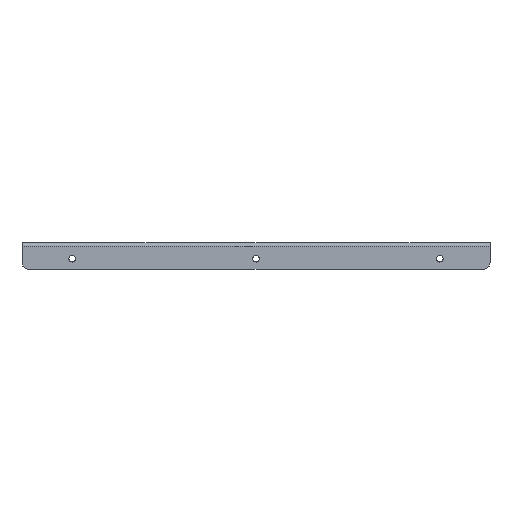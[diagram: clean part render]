
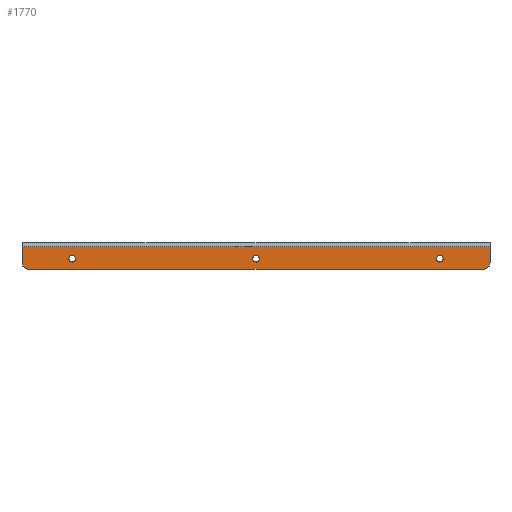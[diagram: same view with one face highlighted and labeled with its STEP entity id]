
A CAD part, front view. The second image highlights one B-rep face of the part: STEP entity #1770.
In plain terms, the highlighted planar face has unit normal (0, -1, 0).
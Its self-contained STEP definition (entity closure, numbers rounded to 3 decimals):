
#57 = CIRCLE ( 'NONE', #1261, 5. ) ;
#68 = ORIENTED_EDGE ( 'NONE', *, *, #1053, .F. ) ;
#127 = EDGE_CURVE ( 'NONE', #920, #2045, #1313, .T. ) ;
#133 = EDGE_LOOP ( 'NONE', ( #588, #1408, #1663, #1850, #1099, #1890 ) ) ;
#164 = AXIS2_PLACEMENT_3D ( 'NONE', #1092, #285, #449 ) ;
#170 = CARTESIAN_POINT ( 'NONE',  ( -350., 0., -40. ) ) ;
#210 = VECTOR ( 'NONE', #945, 1000. ) ;
#234 = DIRECTION ( 'NONE',  ( 0., -1., 0. ) ) ;
#258 = DIRECTION ( 'NONE',  ( 0., -1., 0. ) ) ;
#265 = CARTESIAN_POINT ( 'NONE',  ( -350., 0., -6. ) ) ;
#285 = DIRECTION ( 'NONE',  ( 0., -1., 0. ) ) ;
#308 = VERTEX_POINT ( 'NONE', #1293 ) ;
#357 = EDGE_LOOP ( 'NONE', ( #1997, #520 ) ) ;
#421 = PLANE ( 'NONE',  #804 ) ;
#449 = DIRECTION ( 'NONE',  ( 0., 0., -1. ) ) ;
#480 = CIRCLE ( 'NONE', #1678, 5. ) ;
#520 = ORIENTED_EDGE ( 'NONE', *, *, #1309, .F. ) ;
#524 = DIRECTION ( 'NONE',  ( 0., 0., -1. ) ) ;
#548 = CIRCLE ( 'NONE', #1405, 5. ) ;
#558 = DIRECTION ( 'NONE',  ( 0., -1., 0. ) ) ;
#562 = CARTESIAN_POINT ( 'NONE',  ( 350., 0., -40. ) ) ;
#567 = AXIS2_PLACEMENT_3D ( 'NONE', #1424, #1431, #1587 ) ;
#579 = LINE ( 'NONE', #1756, #210 ) ;
#584 = DIRECTION ( 'NONE',  ( 0., -1., 0. ) ) ;
#588 = ORIENTED_EDGE ( 'NONE', *, *, #987, .F. ) ;
#591 = DIRECTION ( 'NONE',  ( 0., 0., -1. ) ) ;
#606 = CIRCLE ( 'NONE', #567, 5. ) ;
#678 = CARTESIAN_POINT ( 'NONE',  ( 340., 0., -40. ) ) ;
#680 = EDGE_CURVE ( 'NONE', #1930, #1853, #1773, .T. ) ;
#685 = DIRECTION ( 'NONE',  ( 0., -1., 0. ) ) ;
#712 = DIRECTION ( 'NONE',  ( 0., 0., -1. ) ) ;
#725 = EDGE_CURVE ( 'NONE', #1363, #862, #1471, .T. ) ;
#743 = CARTESIAN_POINT ( 'NONE',  ( 350., 0., -30. ) ) ;
#804 = AXIS2_PLACEMENT_3D ( 'NONE', #1554, #258, #2050 ) ;
#818 = CARTESIAN_POINT ( 'NONE',  ( 275., 0., -19. ) ) ;
#846 = VECTOR ( 'NONE', #1128, 1000. ) ;
#849 = VERTEX_POINT ( 'NONE', #265 ) ;
#862 = VERTEX_POINT ( 'NONE', #743 ) ;
#874 = VERTEX_POINT ( 'NONE', #2001 ) ;
#877 = DIRECTION ( 'NONE',  ( 0., 0., -1. ) ) ;
#881 = CARTESIAN_POINT ( 'NONE',  ( 340., 0., -30. ) ) ;
#904 = ORIENTED_EDGE ( 'NONE', *, *, #127, .F. ) ;
#920 = VERTEX_POINT ( 'NONE', #1607 ) ;
#945 = DIRECTION ( 'NONE',  ( 0., 0., 1. ) ) ;
#949 = FACE_BOUND ( 'NONE', #1189, .T. ) ;
#954 = CARTESIAN_POINT ( 'NONE',  ( 0., 0., -6. ) ) ;
#968 = LINE ( 'NONE', #562, #1219 ) ;
#983 = FACE_BOUND ( 'NONE', #1709, .T. ) ;
#987 = EDGE_CURVE ( 'NONE', #308, #849, #579, .T. ) ;
#991 = CARTESIAN_POINT ( 'NONE',  ( -340., 0., -40. ) ) ;
#1003 = DIRECTION ( 'NONE',  ( 0., 0., -1. ) ) ;
#1015 = EDGE_CURVE ( 'NONE', #1349, #849, #1026, .T. ) ;
#1026 = LINE ( 'NONE', #954, #846 ) ;
#1047 = CARTESIAN_POINT ( 'NONE',  ( 275., 0., -24. ) ) ;
#1053 = EDGE_CURVE ( 'NONE', #1853, #1930, #480, .T. ) ;
#1092 = CARTESIAN_POINT ( 'NONE',  ( 0., 0., -24. ) ) ;
#1099 = ORIENTED_EDGE ( 'NONE', *, *, #1217, .F. ) ;
#1114 = EDGE_CURVE ( 'NONE', #1303, #874, #57, .T. ) ;
#1128 = DIRECTION ( 'NONE',  ( -1., 0., 0. ) ) ;
#1133 = CARTESIAN_POINT ( 'NONE',  ( -340., 0., -30. ) ) ;
#1189 = EDGE_LOOP ( 'NONE', ( #904, #1203 ) ) ;
#1203 = ORIENTED_EDGE ( 'NONE', *, *, #1628, .F. ) ;
#1217 = EDGE_CURVE ( 'NONE', #1349, #862, #968, .T. ) ;
#1219 = VECTOR ( 'NONE', #1536, 1000. ) ;
#1258 = CIRCLE ( 'NONE', #1955, 10. ) ;
#1261 = AXIS2_PLACEMENT_3D ( 'NONE', #2019, #558, #1542 ) ;
#1293 = CARTESIAN_POINT ( 'NONE',  ( -350., 0., -30. ) ) ;
#1303 = VERTEX_POINT ( 'NONE', #1901 ) ;
#1309 = EDGE_CURVE ( 'NONE', #874, #1303, #606, .T. ) ;
#1313 = CIRCLE ( 'NONE', #164, 5. ) ;
#1320 = DIRECTION ( 'NONE',  ( 0., -1., 0. ) ) ;
#1332 = EDGE_CURVE ( 'NONE', #308, #1916, #1258, .T. ) ;
#1349 = VERTEX_POINT ( 'NONE', #1643 ) ;
#1363 = VERTEX_POINT ( 'NONE', #678 ) ;
#1374 = FACE_BOUND ( 'NONE', #357, .T. ) ;
#1385 = CARTESIAN_POINT ( 'NONE',  ( 275., 0., -29. ) ) ;
#1405 = AXIS2_PLACEMENT_3D ( 'NONE', #1551, #584, #591 ) ;
#1408 = ORIENTED_EDGE ( 'NONE', *, *, #1332, .T. ) ;
#1424 = CARTESIAN_POINT ( 'NONE',  ( -275., 0., -24. ) ) ;
#1431 = DIRECTION ( 'NONE',  ( 0., -1., 0. ) ) ;
#1471 = CIRCLE ( 'NONE', #1822, 10. ) ;
#1507 = VECTOR ( 'NONE', #1805, 1000. ) ;
#1536 = DIRECTION ( 'NONE',  ( 0., 0., -1. ) ) ;
#1542 = DIRECTION ( 'NONE',  ( 0., 0., -1. ) ) ;
#1551 = CARTESIAN_POINT ( 'NONE',  ( 0., 0., -24. ) ) ;
#1554 = CARTESIAN_POINT ( 'NONE',  ( 0., 0., 0. ) ) ;
#1587 = DIRECTION ( 'NONE',  ( 0., 0., -1. ) ) ;
#1600 = FACE_OUTER_BOUND ( 'NONE', #133, .T. ) ;
#1607 = CARTESIAN_POINT ( 'NONE',  ( 0., 0., -29. ) ) ;
#1628 = EDGE_CURVE ( 'NONE', #2045, #920, #548, .T. ) ;
#1643 = CARTESIAN_POINT ( 'NONE',  ( 350., 0., -6. ) ) ;
#1663 = ORIENTED_EDGE ( 'NONE', *, *, #1980, .F. ) ;
#1678 = AXIS2_PLACEMENT_3D ( 'NONE', #1047, #234, #712 ) ;
#1709 = EDGE_LOOP ( 'NONE', ( #68, #1875 ) ) ;
#1756 = CARTESIAN_POINT ( 'NONE',  ( -350., 0., -3. ) ) ;
#1770 = ADVANCED_FACE ( 'NONE', ( #1374, #949, #983, #1600 ), #421, .T. ) ;
#1773 = CIRCLE ( 'NONE', #1791, 5. ) ;
#1791 = AXIS2_PLACEMENT_3D ( 'NONE', #1833, #685, #524 ) ;
#1805 = DIRECTION ( 'NONE',  ( -1., 0., 0. ) ) ;
#1822 = AXIS2_PLACEMENT_3D ( 'NONE', #881, #2006, #877 ) ;
#1833 = CARTESIAN_POINT ( 'NONE',  ( 275., 0., -24. ) ) ;
#1850 = ORIENTED_EDGE ( 'NONE', *, *, #725, .T. ) ;
#1853 = VERTEX_POINT ( 'NONE', #1385 ) ;
#1875 = ORIENTED_EDGE ( 'NONE', *, *, #680, .F. ) ;
#1890 = ORIENTED_EDGE ( 'NONE', *, *, #1015, .T. ) ;
#1901 = CARTESIAN_POINT ( 'NONE',  ( -275., 0., -29. ) ) ;
#1916 = VERTEX_POINT ( 'NONE', #991 ) ;
#1930 = VERTEX_POINT ( 'NONE', #818 ) ;
#1955 = AXIS2_PLACEMENT_3D ( 'NONE', #1133, #1320, #1003 ) ;
#1980 = EDGE_CURVE ( 'NONE', #1363, #1916, #2009, .T. ) ;
#1983 = CARTESIAN_POINT ( 'NONE',  ( 0., 0., -19. ) ) ;
#1997 = ORIENTED_EDGE ( 'NONE', *, *, #1114, .F. ) ;
#2001 = CARTESIAN_POINT ( 'NONE',  ( -275., 0., -19. ) ) ;
#2006 = DIRECTION ( 'NONE',  ( 0., -1., 0. ) ) ;
#2009 = LINE ( 'NONE', #170, #1507 ) ;
#2019 = CARTESIAN_POINT ( 'NONE',  ( -275., 0., -24. ) ) ;
#2045 = VERTEX_POINT ( 'NONE', #1983 ) ;
#2050 = DIRECTION ( 'NONE',  ( 0., 0., -1. ) ) ;
